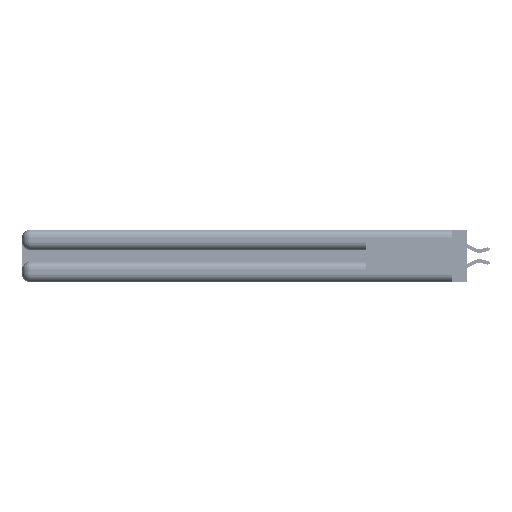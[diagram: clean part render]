
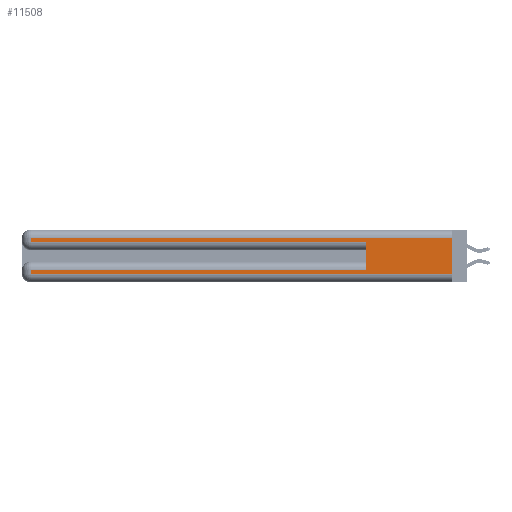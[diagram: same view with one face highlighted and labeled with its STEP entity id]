
A CAD part, left-side view. The second image highlights one B-rep face of the part: STEP entity #11508.
In plain terms, the highlighted planar face has unit normal (-1, 0, 0).
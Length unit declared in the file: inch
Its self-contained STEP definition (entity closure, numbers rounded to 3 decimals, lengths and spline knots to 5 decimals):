
#345 = VERTEX_POINT ( 'NONE', #43885 ) ;
#447 = LINE ( 'NONE', #37995, #15103 ) ;
#4572 = CARTESIAN_POINT ( 'NONE',  ( 0., 0.6, 0.285 ) ) ;
#4593 = ORIENTED_EDGE ( 'NONE', *, *, #6957, .T. ) ;
#4831 = EDGE_CURVE ( 'NONE', #23776, #37187, #447, .T. ) ;
#5042 = DIRECTION ( 'NONE',  ( 0., 0., 1. ) ) ;
#5487 = CARTESIAN_POINT ( 'NONE',  ( 0., 0.6, 0.085 ) ) ;
#5504 = VECTOR ( 'NONE', #7914, 39.37008 ) ;
#5685 = EDGE_CURVE ( 'NONE', #28151, #43031, #22741, .T. ) ;
#6724 = CARTESIAN_POINT ( 'NONE',  ( 0., 0., 0.37 ) ) ;
#6957 = EDGE_CURVE ( 'NONE', #13797, #37187, #11691, .T. ) ;
#7378 = VECTOR ( 'NONE', #22284, 39.37008 ) ;
#7742 = CARTESIAN_POINT ( 'NONE',  ( 0., 0., 0.085 ) ) ;
#7914 = DIRECTION ( 'NONE',  ( 0., 1., 0. ) ) ;
#7949 = EDGE_CURVE ( 'NONE', #28151, #44173, #22258, .T. ) ;
#8787 = AXIS2_PLACEMENT_3D ( 'NONE', #27078, #43632, #31518 ) ;
#9905 = EDGE_CURVE ( 'NONE', #23776, #13926, #13749, .T. ) ;
#9985 = DIRECTION ( 'NONE',  ( 0., 0., -1. ) ) ;
#10280 = ORIENTED_EDGE ( 'NONE', *, *, #23277, .T. ) ;
#11508 = ADVANCED_FACE ( 'NONE', ( #51239 ), #22680, .F. ) ;
#11582 = EDGE_LOOP ( 'NONE', ( #45797, #52664, #10280, #4593, #25319, #17454, #25661, #28649 ) ) ;
#11691 = LINE ( 'NONE', #34720, #52531 ) ;
#13707 = CARTESIAN_POINT ( 'NONE',  ( 0., 0., 0.31 ) ) ;
#13749 = LINE ( 'NONE', #7742, #5504 ) ;
#13797 = VERTEX_POINT ( 'NONE', #19473 ) ;
#13926 = VERTEX_POINT ( 'NONE', #40983 ) ;
#14007 = CARTESIAN_POINT ( 'NONE',  ( 0., 0., 0.06 ) ) ;
#15087 = VECTOR ( 'NONE', #9985, 39.37008 ) ;
#15103 = VECTOR ( 'NONE', #5042, 39.37008 ) ;
#15484 = CARTESIAN_POINT ( 'NONE',  ( 0., 0., 0.06 ) ) ;
#17454 = ORIENTED_EDGE ( 'NONE', *, *, #9905, .T. ) ;
#19473 = CARTESIAN_POINT ( 'NONE',  ( 0., 2.94, 0.285 ) ) ;
#22258 = LINE ( 'NONE', #6724, #40645 ) ;
#22284 = DIRECTION ( 'NONE',  ( 0., -1., 0. ) ) ;
#22680 = PLANE ( 'NONE',  #8787 ) ;
#22741 = LINE ( 'NONE', #13707, #24615 ) ;
#23023 = CARTESIAN_POINT ( 'NONE',  ( 0., 0., 0.31 ) ) ;
#23277 = EDGE_CURVE ( 'NONE', #43031, #13797, #23418, .T. ) ;
#23418 = LINE ( 'NONE', #26369, #15087 ) ;
#23776 = VERTEX_POINT ( 'NONE', #5487 ) ;
#23906 = EDGE_CURVE ( 'NONE', #345, #44173, #37957, .T. ) ;
#24615 = VECTOR ( 'NONE', #46324, 39.37008 ) ;
#25319 = ORIENTED_EDGE ( 'NONE', *, *, #4831, .F. ) ;
#25661 = ORIENTED_EDGE ( 'NONE', *, *, #46252, .T. ) ;
#26002 = DIRECTION ( 'NONE',  ( 0., -1., 0. ) ) ;
#26369 = CARTESIAN_POINT ( 'NONE',  ( 0., 2.94, 0.37 ) ) ;
#27078 = CARTESIAN_POINT ( 'NONE',  ( 0., 0., 0.37 ) ) ;
#28151 = VERTEX_POINT ( 'NONE', #23023 ) ;
#28649 = ORIENTED_EDGE ( 'NONE', *, *, #23906, .T. ) ;
#31518 = DIRECTION ( 'NONE',  ( 0., 0., -1. ) ) ;
#34720 = CARTESIAN_POINT ( 'NONE',  ( 0., 0., 0.285 ) ) ;
#37187 = VERTEX_POINT ( 'NONE', #4572 ) ;
#37957 = LINE ( 'NONE', #14007, #7378 ) ;
#37995 = CARTESIAN_POINT ( 'NONE',  ( 0., 0.6, 0.145 ) ) ;
#40225 = CARTESIAN_POINT ( 'NONE',  ( 0., 2.94, 0.37 ) ) ;
#40645 = VECTOR ( 'NONE', #50936, 39.37008 ) ;
#40983 = CARTESIAN_POINT ( 'NONE',  ( 0., 2.94, 0.085 ) ) ;
#43031 = VERTEX_POINT ( 'NONE', #44812 ) ;
#43429 = LINE ( 'NONE', #40225, #47244 ) ;
#43632 = DIRECTION ( 'NONE',  ( 1., 0., 0. ) ) ;
#43885 = CARTESIAN_POINT ( 'NONE',  ( 0., 2.94, 0.06 ) ) ;
#44173 = VERTEX_POINT ( 'NONE', #15484 ) ;
#44812 = CARTESIAN_POINT ( 'NONE',  ( 0., 2.94, 0.31 ) ) ;
#45797 = ORIENTED_EDGE ( 'NONE', *, *, #7949, .F. ) ;
#46252 = EDGE_CURVE ( 'NONE', #13926, #345, #43429, .T. ) ;
#46324 = DIRECTION ( 'NONE',  ( 0., 1., 0. ) ) ;
#47244 = VECTOR ( 'NONE', #48600, 39.37008 ) ;
#48600 = DIRECTION ( 'NONE',  ( 0., 0., -1. ) ) ;
#50936 = DIRECTION ( 'NONE',  ( 0., 0., -1. ) ) ;
#51239 = FACE_OUTER_BOUND ( 'NONE', #11582, .T. ) ;
#52531 = VECTOR ( 'NONE', #26002, 39.37008 ) ;
#52664 = ORIENTED_EDGE ( 'NONE', *, *, #5685, .T. ) ;
